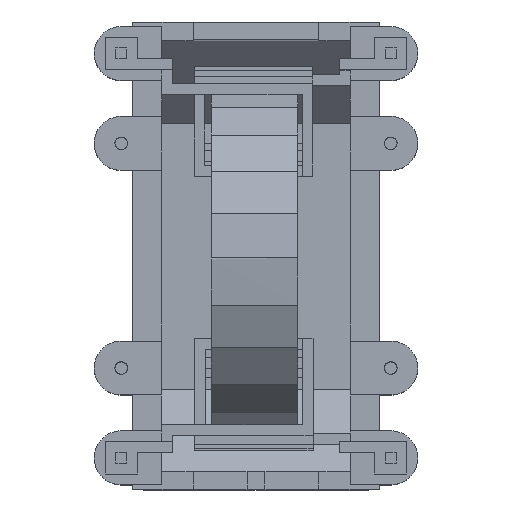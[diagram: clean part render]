
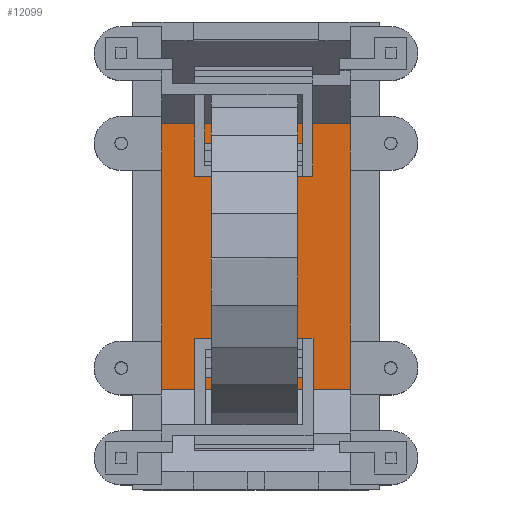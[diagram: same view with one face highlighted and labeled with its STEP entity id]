
A CAD part, top view. The second image highlights one B-rep face of the part: STEP entity #12099.
In plain terms, the highlighted planar face has unit normal (0, 0, 1).
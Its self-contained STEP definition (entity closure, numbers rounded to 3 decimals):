
#6182 = PLANE('',#6183);
#6183 = AXIS2_PLACEMENT_3D('',#6184,#6185,#6186);
#6184 = CARTESIAN_POINT('',(11.5,16.891,11.017));
#6185 = DIRECTION('',(-1.,0.,0.));
#6186 = DIRECTION('',(0.,-1.,0.));
#7716 = PLANE('',#7717);
#7717 = AXIS2_PLACEMENT_3D('',#7718,#7719,#7720);
#7718 = CARTESIAN_POINT('',(1.,12.15,27.));
#7719 = DIRECTION('',(1.,0.,0.));
#7720 = DIRECTION('',(0.,1.,0.));
#7742 = PLANE('',#7743);
#7743 = AXIS2_PLACEMENT_3D('',#7744,#7745,#7746);
#7744 = CARTESIAN_POINT('',(11.5,19.4,5.6));
#7745 = DIRECTION('',(0.,-0.707,0.707
    ));
#7746 = DIRECTION('',(0.,-0.707,-0.707));
#12029 = VERTEX_POINT('',#12030);
#12030 = CARTESIAN_POINT('',(1.,14.8,1.));
#12051 = EDGE_CURVE('',#12052,#12029,#12054,.T.);
#12052 = VERTEX_POINT('',#12053);
#12053 = CARTESIAN_POINT('',(11.5,14.8,1.));
#12054 = SURFACE_CURVE('',#12055,(#12059,#12066),.PCURVE_S1.);
#12055 = LINE('',#12056,#12057);
#12056 = CARTESIAN_POINT('',(11.5,14.8,1.));
#12057 = VECTOR('',#12058,1.);
#12058 = DIRECTION('',(-1.,0.,0.));
#12059 = PCURVE('',#7742,#12060);
#12060 = DEFINITIONAL_REPRESENTATION('',(#12061),#12065);
#12061 = LINE('',#12062,#12063);
#12062 = CARTESIAN_POINT('',(6.505,0.));
#12063 = VECTOR('',#12064,1.);
#12064 = DIRECTION('',(0.,-1.));
#12065 = ( GEOMETRIC_REPRESENTATION_CONTEXT(2) 
PARAMETRIC_REPRESENTATION_CONTEXT() REPRESENTATION_CONTEXT('2D SPACE',''
  ) );
#12066 = PCURVE('',#12067,#12072);
#12067 = PLANE('',#12068);
#12068 = AXIS2_PLACEMENT_3D('',#12069,#12070,#12071);
#12069 = CARTESIAN_POINT('',(1.,14.8,1.));
#12070 = DIRECTION('',(0.,0.,1.));
#12071 = DIRECTION('',(0.,1.,0.));
#12072 = DEFINITIONAL_REPRESENTATION('',(#12073),#12077);
#12073 = LINE('',#12074,#12075);
#12074 = CARTESIAN_POINT('',(0.,-10.5));
#12075 = VECTOR('',#12076,1.);
#12076 = DIRECTION('',(0.,1.));
#12077 = ( GEOMETRIC_REPRESENTATION_CONTEXT(2) 
PARAMETRIC_REPRESENTATION_CONTEXT() REPRESENTATION_CONTEXT('2D SPACE',''
  ) );
#12099 = ADVANCED_FACE('',(#12100),#12067,.T.);
#12100 = FACE_BOUND('',#12101,.T.);
#12101 = EDGE_LOOP('',(#12102,#12125,#12153,#12174));
#12102 = ORIENTED_EDGE('',*,*,#12103,.F.);
#12103 = EDGE_CURVE('',#12104,#12029,#12106,.T.);
#12104 = VERTEX_POINT('',#12105);
#12105 = CARTESIAN_POINT('',(1.,0.,1.));
#12106 = SURFACE_CURVE('',#12107,(#12111,#12118),.PCURVE_S1.);
#12107 = LINE('',#12108,#12109);
#12108 = CARTESIAN_POINT('',(1.,0.,1.));
#12109 = VECTOR('',#12110,1.);
#12110 = DIRECTION('',(0.,1.,0.));
#12111 = PCURVE('',#12067,#12112);
#12112 = DEFINITIONAL_REPRESENTATION('',(#12113),#12117);
#12113 = LINE('',#12114,#12115);
#12114 = CARTESIAN_POINT('',(-14.8,0.));
#12115 = VECTOR('',#12116,1.);
#12116 = DIRECTION('',(1.,0.));
#12117 = ( GEOMETRIC_REPRESENTATION_CONTEXT(2) 
PARAMETRIC_REPRESENTATION_CONTEXT() REPRESENTATION_CONTEXT('2D SPACE',''
  ) );
#12118 = PCURVE('',#7716,#12119);
#12119 = DEFINITIONAL_REPRESENTATION('',(#12120),#12124);
#12120 = LINE('',#12121,#12122);
#12121 = CARTESIAN_POINT('',(-12.15,-26.));
#12122 = VECTOR('',#12123,1.);
#12123 = DIRECTION('',(1.,0.));
#12124 = ( GEOMETRIC_REPRESENTATION_CONTEXT(2) 
PARAMETRIC_REPRESENTATION_CONTEXT() REPRESENTATION_CONTEXT('2D SPACE',''
  ) );
#12125 = ORIENTED_EDGE('',*,*,#12126,.F.);
#12126 = EDGE_CURVE('',#12127,#12104,#12129,.T.);
#12127 = VERTEX_POINT('',#12128);
#12128 = CARTESIAN_POINT('',(11.5,0.,1.));
#12129 = SURFACE_CURVE('',#12130,(#12134,#12141),.PCURVE_S1.);
#12130 = LINE('',#12131,#12132);
#12131 = CARTESIAN_POINT('',(11.5,0.,1.));
#12132 = VECTOR('',#12133,1.);
#12133 = DIRECTION('',(-1.,0.,0.));
#12134 = PCURVE('',#12067,#12135);
#12135 = DEFINITIONAL_REPRESENTATION('',(#12136),#12140);
#12136 = LINE('',#12137,#12138);
#12137 = CARTESIAN_POINT('',(-14.8,-10.5));
#12138 = VECTOR('',#12139,1.);
#12139 = DIRECTION('',(0.,1.));
#12140 = ( GEOMETRIC_REPRESENTATION_CONTEXT(2) 
PARAMETRIC_REPRESENTATION_CONTEXT() REPRESENTATION_CONTEXT('2D SPACE',''
  ) );
#12141 = PCURVE('',#12142,#12147);
#12142 = PLANE('',#12143);
#12143 = AXIS2_PLACEMENT_3D('',#12144,#12145,#12146);
#12144 = CARTESIAN_POINT('',(1.,-4.6,5.6));
#12145 = DIRECTION('',(0.,0.707,0.707
    ));
#12146 = DIRECTION('',(0.,-0.707,0.707));
#12147 = DEFINITIONAL_REPRESENTATION('',(#12148),#12152);
#12148 = LINE('',#12149,#12150);
#12149 = CARTESIAN_POINT('',(-6.505,10.5));
#12150 = VECTOR('',#12151,1.);
#12151 = DIRECTION('',(0.,-1.));
#12152 = ( GEOMETRIC_REPRESENTATION_CONTEXT(2) 
PARAMETRIC_REPRESENTATION_CONTEXT() REPRESENTATION_CONTEXT('2D SPACE',''
  ) );
#12153 = ORIENTED_EDGE('',*,*,#12154,.T.);
#12154 = EDGE_CURVE('',#12127,#12052,#12155,.T.);
#12155 = SURFACE_CURVE('',#12156,(#12160,#12167),.PCURVE_S1.);
#12156 = LINE('',#12157,#12158);
#12157 = CARTESIAN_POINT('',(11.5,0.,1.));
#12158 = VECTOR('',#12159,1.);
#12159 = DIRECTION('',(0.,1.,0.));
#12160 = PCURVE('',#12067,#12161);
#12161 = DEFINITIONAL_REPRESENTATION('',(#12162),#12166);
#12162 = LINE('',#12163,#12164);
#12163 = CARTESIAN_POINT('',(-14.8,-10.5));
#12164 = VECTOR('',#12165,1.);
#12165 = DIRECTION('',(1.,0.));
#12166 = ( GEOMETRIC_REPRESENTATION_CONTEXT(2) 
PARAMETRIC_REPRESENTATION_CONTEXT() REPRESENTATION_CONTEXT('2D SPACE',''
  ) );
#12167 = PCURVE('',#6182,#12168);
#12168 = DEFINITIONAL_REPRESENTATION('',(#12169),#12173);
#12169 = LINE('',#12170,#12171);
#12170 = CARTESIAN_POINT('',(16.891,-10.017));
#12171 = VECTOR('',#12172,1.);
#12172 = DIRECTION('',(-1.,0.));
#12173 = ( GEOMETRIC_REPRESENTATION_CONTEXT(2) 
PARAMETRIC_REPRESENTATION_CONTEXT() REPRESENTATION_CONTEXT('2D SPACE',''
  ) );
#12174 = ORIENTED_EDGE('',*,*,#12051,.T.);
